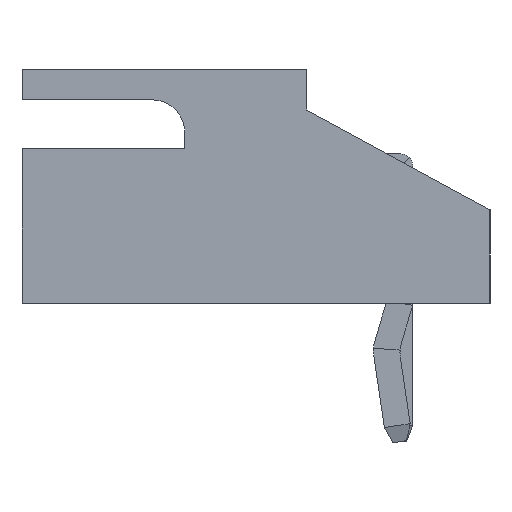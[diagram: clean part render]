
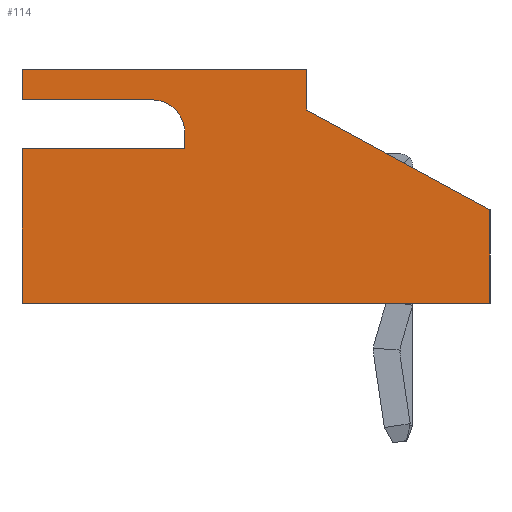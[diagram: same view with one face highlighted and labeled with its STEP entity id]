
A CAD part, left-side view. The second image highlights one B-rep face of the part: STEP entity #114.
In plain terms, the highlighted planar face has unit normal (-1, 0, 0).
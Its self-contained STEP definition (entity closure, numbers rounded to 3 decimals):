
#73 = VECTOR ( 'NONE', #1947, 1000. ) ;
#113 = DIRECTION ( 'NONE',  ( 0., -1., 0. ) ) ;
#114 = ADVANCED_FACE ( 'NONE', ( #3361 ), #429, .F. ) ;
#207 = VERTEX_POINT ( 'NONE', #4715 ) ;
#212 = ORIENTED_EDGE ( 'NONE', *, *, #446, .F. ) ;
#226 = ORIENTED_EDGE ( 'NONE', *, *, #4699, .T. ) ;
#429 = PLANE ( 'NONE',  #1815 ) ;
#446 = EDGE_CURVE ( 'NONE', #3645, #207, #3940, .T. ) ;
#488 = CARTESIAN_POINT ( 'NONE',  ( -11.25, 3., 1.325 ) ) ;
#516 = LINE ( 'NONE', #5972, #2305 ) ;
#575 = DIRECTION ( 'NONE',  ( 0., 0., 1. ) ) ;
#588 = ORIENTED_EDGE ( 'NONE', *, *, #6177, .T. ) ;
#590 = VERTEX_POINT ( 'NONE', #5105 ) ;
#646 = AXIS2_PLACEMENT_3D ( 'NONE', #3338, #3929, #931 ) ;
#744 = CARTESIAN_POINT ( 'NONE',  ( -11.25, 7., 2.125 ) ) ;
#753 = VERTEX_POINT ( 'NONE', #4359 ) ;
#805 = EDGE_CURVE ( 'NONE', #753, #590, #1915, .T. ) ;
#925 = LINE ( 'NONE', #6451, #73 ) ;
#931 = DIRECTION ( 'NONE',  ( 0., 0., -1. ) ) ;
#950 = VERTEX_POINT ( 'NONE', #1459 ) ;
#973 = CARTESIAN_POINT ( 'NONE',  ( -11.25, 7., 2.875 ) ) ;
#1026 = ORIENTED_EDGE ( 'NONE', *, *, #2972, .T. ) ;
#1168 = CARTESIAN_POINT ( 'NONE',  ( -11.25, 0., -2.875 ) ) ;
#1272 = VECTOR ( 'NONE', #4516, 1000. ) ;
#1371 = VERTEX_POINT ( 'NONE', #4137 ) ;
#1433 = DIRECTION ( 'NONE',  ( 0., -1., 0. ) ) ;
#1459 = CARTESIAN_POINT ( 'NONE',  ( -11.25, 3.8, 2.125 ) ) ;
#1506 = ORIENTED_EDGE ( 'NONE', *, *, #3064, .T. ) ;
#1631 = LINE ( 'NONE', #1168, #1916 ) ;
#1657 = VERTEX_POINT ( 'NONE', #2951 ) ;
#1815 = AXIS2_PLACEMENT_3D ( 'NONE', #5352, #6446, #3330 ) ;
#1826 = DIRECTION ( 'NONE',  ( 0., -1., 0. ) ) ;
#1915 = LINE ( 'NONE', #3928, #3587 ) ;
#1916 = VECTOR ( 'NONE', #2692, 1000. ) ;
#1947 = DIRECTION ( 'NONE',  ( 0., -0.878, -0.478 ) ) ;
#2018 = VECTOR ( 'NONE', #575, 1000. ) ;
#2039 = EDGE_CURVE ( 'NONE', #950, #6309, #3490, .T. ) ;
#2156 = LINE ( 'NONE', #2259, #2451 ) ;
#2250 = DIRECTION ( 'NONE',  ( 0., 0., -1. ) ) ;
#2259 = CARTESIAN_POINT ( 'NONE',  ( -11.25, 7., -2.875 ) ) ;
#2285 = ORIENTED_EDGE ( 'NONE', *, *, #2039, .T. ) ;
#2305 = VECTOR ( 'NONE', #2954, 1000. ) ;
#2417 = EDGE_CURVE ( 'NONE', #1657, #4248, #6483, .T. ) ;
#2451 = VECTOR ( 'NONE', #113, 1000. ) ;
#2455 = LINE ( 'NONE', #6458, #2018 ) ;
#2467 = CARTESIAN_POINT ( 'NONE',  ( -11.25, 7., 2.125 ) ) ;
#2692 = DIRECTION ( 'NONE',  ( 0., 0., 1. ) ) ;
#2783 = LINE ( 'NONE', #5632, #6429 ) ;
#2951 = CARTESIAN_POINT ( 'NONE',  ( -11.25, 3., 0.925 ) ) ;
#2954 = DIRECTION ( 'NONE',  ( 0., 0., 1. ) ) ;
#2972 = EDGE_CURVE ( 'NONE', #3476, #590, #2156, .T. ) ;
#3006 = CARTESIAN_POINT ( 'NONE',  ( -11.25, 7., 2.875 ) ) ;
#3064 = EDGE_CURVE ( 'NONE', #1371, #207, #1631, .T. ) ;
#3330 = DIRECTION ( 'NONE',  ( 0., 0., -1. ) ) ;
#3338 = CARTESIAN_POINT ( 'NONE',  ( -11.25, 3.8, 1.325 ) ) ;
#3361 = FACE_OUTER_BOUND ( 'NONE', #3846, .T. ) ;
#3476 = VERTEX_POINT ( 'NONE', #4252 ) ;
#3490 = CIRCLE ( 'NONE', #646, 0.8 ) ;
#3587 = VECTOR ( 'NONE', #5929, 1000. ) ;
#3625 = CARTESIAN_POINT ( 'NONE',  ( -11.25, 7., 0.925 ) ) ;
#3645 = VERTEX_POINT ( 'NONE', #3006 ) ;
#3846 = EDGE_LOOP ( 'NONE', ( #5398, #588, #2285, #226, #4586, #4860, #1026, #4886, #4724, #1506, #212 ) ) ;
#3928 = CARTESIAN_POINT ( 'NONE',  ( -11.25, -4.5, -0.575 ) ) ;
#3929 = DIRECTION ( 'NONE',  ( 1., 0., 0. ) ) ;
#3940 = LINE ( 'NONE', #973, #6021 ) ;
#4137 = CARTESIAN_POINT ( 'NONE',  ( -11.25, 0., 1.875 ) ) ;
#4248 = VERTEX_POINT ( 'NONE', #3625 ) ;
#4252 = CARTESIAN_POINT ( 'NONE',  ( -11.25, 7., -2.875 ) ) ;
#4359 = CARTESIAN_POINT ( 'NONE',  ( -11.25, -4.5, -0.575 ) ) ;
#4516 = DIRECTION ( 'NONE',  ( 0., 1., 0. ) ) ;
#4586 = ORIENTED_EDGE ( 'NONE', *, *, #2417, .T. ) ;
#4620 = VECTOR ( 'NONE', #1826, 1000. ) ;
#4699 = EDGE_CURVE ( 'NONE', #6309, #1657, #2783, .T. ) ;
#4715 = CARTESIAN_POINT ( 'NONE',  ( -11.25, 0., 2.875 ) ) ;
#4724 = ORIENTED_EDGE ( 'NONE', *, *, #5390, .F. ) ;
#4860 = ORIENTED_EDGE ( 'NONE', *, *, #6264, .F. ) ;
#4886 = ORIENTED_EDGE ( 'NONE', *, *, #805, .F. ) ;
#4902 = EDGE_CURVE ( 'NONE', #6302, #3645, #2455, .T. ) ;
#5105 = CARTESIAN_POINT ( 'NONE',  ( -11.25, -4.5, -2.875 ) ) ;
#5352 = CARTESIAN_POINT ( 'NONE',  ( -11.25, 7., -2.875 ) ) ;
#5390 = EDGE_CURVE ( 'NONE', #1371, #753, #925, .T. ) ;
#5398 = ORIENTED_EDGE ( 'NONE', *, *, #4902, .F. ) ;
#5632 = CARTESIAN_POINT ( 'NONE',  ( -11.25, 3., 1.325 ) ) ;
#5929 = DIRECTION ( 'NONE',  ( 0., 0., -1. ) ) ;
#5972 = CARTESIAN_POINT ( 'NONE',  ( -11.25, 7., -2.875 ) ) ;
#6021 = VECTOR ( 'NONE', #1433, 1000. ) ;
#6177 = EDGE_CURVE ( 'NONE', #6302, #950, #6303, .T. ) ;
#6264 = EDGE_CURVE ( 'NONE', #3476, #4248, #516, .T. ) ;
#6302 = VERTEX_POINT ( 'NONE', #2467 ) ;
#6303 = LINE ( 'NONE', #744, #4620 ) ;
#6309 = VERTEX_POINT ( 'NONE', #488 ) ;
#6386 = CARTESIAN_POINT ( 'NONE',  ( -11.25, 7., 0.925 ) ) ;
#6429 = VECTOR ( 'NONE', #2250, 1000. ) ;
#6446 = DIRECTION ( 'NONE',  ( 1., 0., 0. ) ) ;
#6451 = CARTESIAN_POINT ( 'NONE',  ( -11.25, 0., 1.875 ) ) ;
#6458 = CARTESIAN_POINT ( 'NONE',  ( -11.25, 7., -2.875 ) ) ;
#6483 = LINE ( 'NONE', #6386, #1272 ) ;
